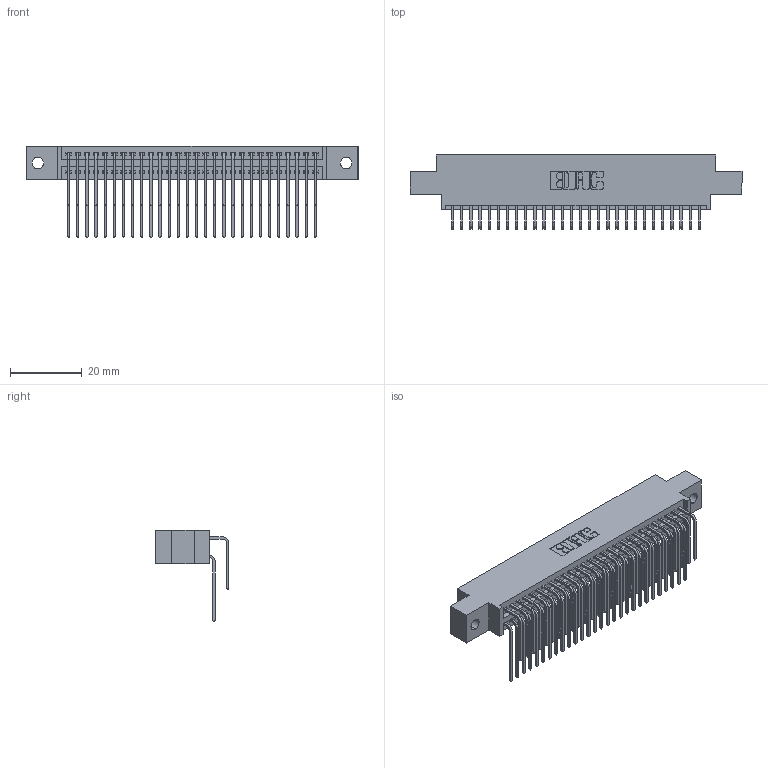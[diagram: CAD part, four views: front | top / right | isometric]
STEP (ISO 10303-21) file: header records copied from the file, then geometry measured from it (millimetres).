
FILE_DESCRIPTION (( 'STEP AP203' ), '1' );
FILE_NAME ('345-056-559-802.STEP', '2018-09-25T21:11:45', ( '' ), ( '' ), 'SwSTEP 2.0', 'SolidWorks 2016', '' );
FILE_SCHEMA (( 'CONFIG_CONTROL_DESIGN' ));
Length unit declared in the file: inch
Products named in the file (4): 345-292-001_558 559 Tail - 1; 345-056-559-802; 345 Part_0.170 Offset - 0.128 Dia; 345-292-001_559 Tail - 2
Assembly tree (57 placements, depth 2):
  345-056-559-802
    345 Part_0.170 Offset - 0.128 Dia
    345-292-001_558 559 Tail - 1  x28
    345-292-001_559 Tail - 2  x28
Bounding box: 92.33 x 20.56 x 25.53 mm (x, y, z)
Volume: 9012 mm3; surface area: 14439.9 mm2
Topology: 57 solids, 57 shells, 3042 faces, 9033 edges, 5946 vertices
Faces by surface type: plane 2044, cylinder 998
Entity records: 25641 total; most frequent: CARTESIAN_POINT 4359, ORIENTED_EDGE 4242, DIRECTION 3833, EDGE_CURVE 2121, VECTOR 1837, LINE 1837, VERTEX_POINT 1410, AXIS2_PLACEMENT_3D 998
